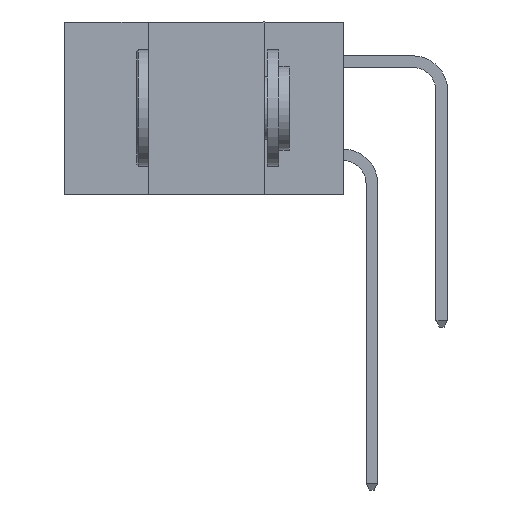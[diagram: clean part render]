
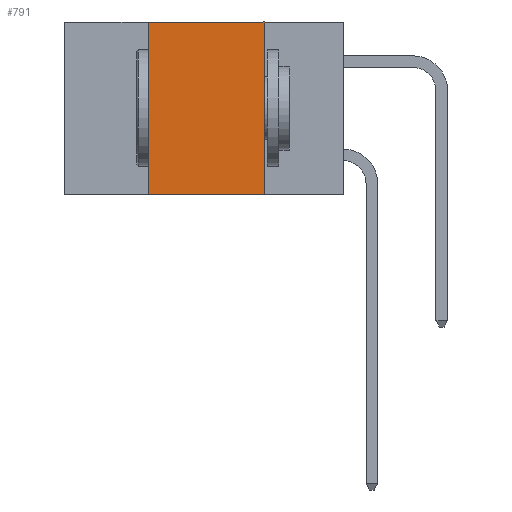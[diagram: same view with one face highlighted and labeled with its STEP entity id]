
A CAD part, left-side view. The second image highlights one B-rep face of the part: STEP entity #791.
In plain terms, the highlighted planar face has unit normal (-1, 0, 0).
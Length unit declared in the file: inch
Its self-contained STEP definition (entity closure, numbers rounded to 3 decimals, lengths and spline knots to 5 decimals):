
#403 = PLANE ( 'NONE',  #11644 ) ;
#791 = ADVANCED_FACE ( 'NONE', ( #12411 ), #403, .F. ) ;
#915 = ORIENTED_EDGE ( 'NONE', *, *, #12177, .F. ) ;
#1606 = VERTEX_POINT ( 'NONE', #4456 ) ;
#2045 = EDGE_CURVE ( 'NONE', #1606, #7796, #5370, .T. ) ;
#2550 = CARTESIAN_POINT ( 'NONE',  ( 0., 0.17, 0. ) ) ;
#3268 = CARTESIAN_POINT ( 'NONE',  ( 0., 0.6, 0. ) ) ;
#3504 = VERTEX_POINT ( 'NONE', #15180 ) ;
#4456 = CARTESIAN_POINT ( 'NONE',  ( 0., 0.42, 0. ) ) ;
#4645 = CARTESIAN_POINT ( 'NONE',  ( 0., 0.17, -0.37 ) ) ;
#4860 = EDGE_CURVE ( 'NONE', #3504, #1606, #11342, .T. ) ;
#4882 = VECTOR ( 'NONE', #13853, 39.37008 ) ;
#5022 = VECTOR ( 'NONE', #13123, 39.37008 ) ;
#5285 = EDGE_LOOP ( 'NONE', ( #915, #10392, #13318, #8877 ) ) ;
#5370 = LINE ( 'NONE', #15479, #8991 ) ;
#7112 = DIRECTION ( 'NONE',  ( 1., 0., 0. ) ) ;
#7437 = DIRECTION ( 'NONE',  ( 0., -1., 0. ) ) ;
#7796 = VERTEX_POINT ( 'NONE', #2550 ) ;
#8877 = ORIENTED_EDGE ( 'NONE', *, *, #14862, .T. ) ;
#8991 = VECTOR ( 'NONE', #13891, 39.37008 ) ;
#9415 = VERTEX_POINT ( 'NONE', #11772 ) ;
#9504 = DIRECTION ( 'NONE',  ( 0., 0., -1. ) ) ;
#10392 = ORIENTED_EDGE ( 'NONE', *, *, #2045, .F. ) ;
#11313 = VECTOR ( 'NONE', #7437, 39.37008 ) ;
#11342 = LINE ( 'NONE', #14504, #4882 ) ;
#11471 = LINE ( 'NONE', #4645, #5022 ) ;
#11644 = AXIS2_PLACEMENT_3D ( 'NONE', #3268, #7112, #9504 ) ;
#11772 = CARTESIAN_POINT ( 'NONE',  ( 0., 0.17, -0.37 ) ) ;
#12075 = LINE ( 'NONE', #12276, #11313 ) ;
#12177 = EDGE_CURVE ( 'NONE', #7796, #9415, #11471, .T. ) ;
#12276 = CARTESIAN_POINT ( 'NONE',  ( 0., 0.6, -0.37 ) ) ;
#12411 = FACE_OUTER_BOUND ( 'NONE', #5285, .T. ) ;
#13123 = DIRECTION ( 'NONE',  ( 0., 0., -1. ) ) ;
#13318 = ORIENTED_EDGE ( 'NONE', *, *, #4860, .F. ) ;
#13853 = DIRECTION ( 'NONE',  ( 0., 0., 1. ) ) ;
#13891 = DIRECTION ( 'NONE',  ( 0., -1., 0. ) ) ;
#14504 = CARTESIAN_POINT ( 'NONE',  ( 0., 0.42, -0.37 ) ) ;
#14862 = EDGE_CURVE ( 'NONE', #3504, #9415, #12075, .T. ) ;
#15180 = CARTESIAN_POINT ( 'NONE',  ( 0., 0.42, -0.37 ) ) ;
#15479 = CARTESIAN_POINT ( 'NONE',  ( 0., 0.6, 0. ) ) ;
